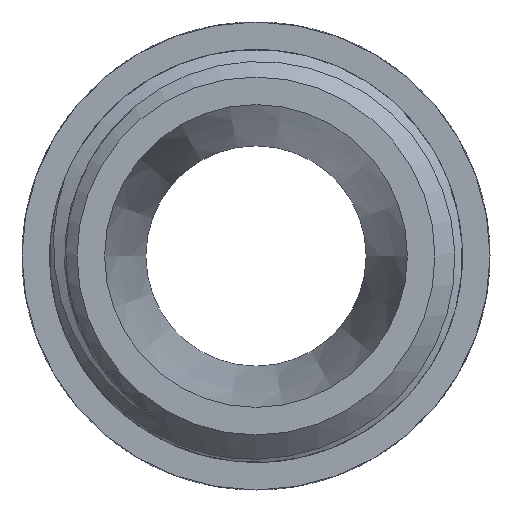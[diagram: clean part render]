
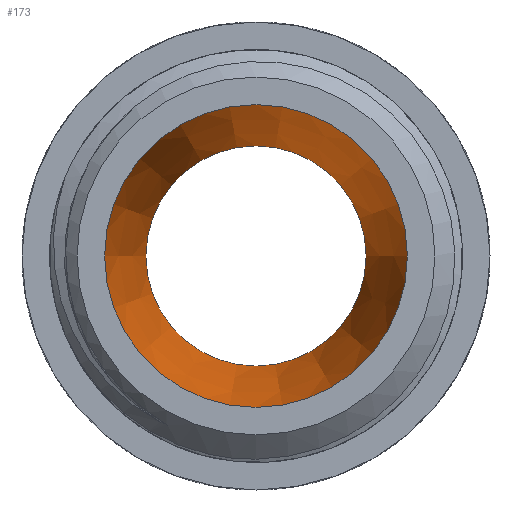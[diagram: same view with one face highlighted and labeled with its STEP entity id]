
A CAD part, left-side view. The second image highlights one B-rep face of the part: STEP entity #173.
In plain terms, the highlighted conical face has half-angle 11.31 degrees and reference radius 9.5 mm.
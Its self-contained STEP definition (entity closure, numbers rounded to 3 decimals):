
#173=ADVANCED_FACE('',(#4132,#4134),#4136,.F.);
#4132=FACE_OUTER_BOUND('',#4133,.T.);
#4133=EDGE_LOOP('',(#6721));
#4134=FACE_OUTER_BOUND('',#4135,.T.);
#4135=EDGE_LOOP('',(#6722));
#4136=CONICAL_SURFACE('',#4137,9.5,0.197);
#4137=AXIS2_PLACEMENT_3D('',#4138,#4139,#4140);
#4138=CARTESIAN_POINT('',(-92.5,0.,0.));
#4139=DIRECTION('',(-1.,0.,0.));
#4140=DIRECTION('',(0.,1.,0.));
#6721=ORIENTED_EDGE('',*,*,#7087,.F.);
#6722=ORIENTED_EDGE('',*,*,#6740,.F.);
#6740=EDGE_CURVE('',#7093,#7093,#7094,.T.);
#7087=EDGE_CURVE('',#7675,#7675,#7676,.F.);
#7093=VERTEX_POINT('',#7685);
#7094=CIRCLE('',#7686,11.);
#7675=VERTEX_POINT('',#10446);
#7676=CIRCLE('',#10447,8.);
#7685=CARTESIAN_POINT('',(-100.,-11.,0.));
#7686=AXIS2_PLACEMENT_3D('',#7687,#7688,#7689);
#7687=CARTESIAN_POINT('',(-100.,0.,0.));
#7688=DIRECTION('',(1.,0.,0.));
#7689=DIRECTION('',(0.,-1.,0.));
#10446=CARTESIAN_POINT('',(-85.,-8.,0.));
#10447=AXIS2_PLACEMENT_3D('',#10448,#10449,#10450);
#10448=CARTESIAN_POINT('',(-85.,0.,0.));
#10449=DIRECTION('',(1.,0.,0.));
#10450=DIRECTION('',(0.,-1.,0.));
